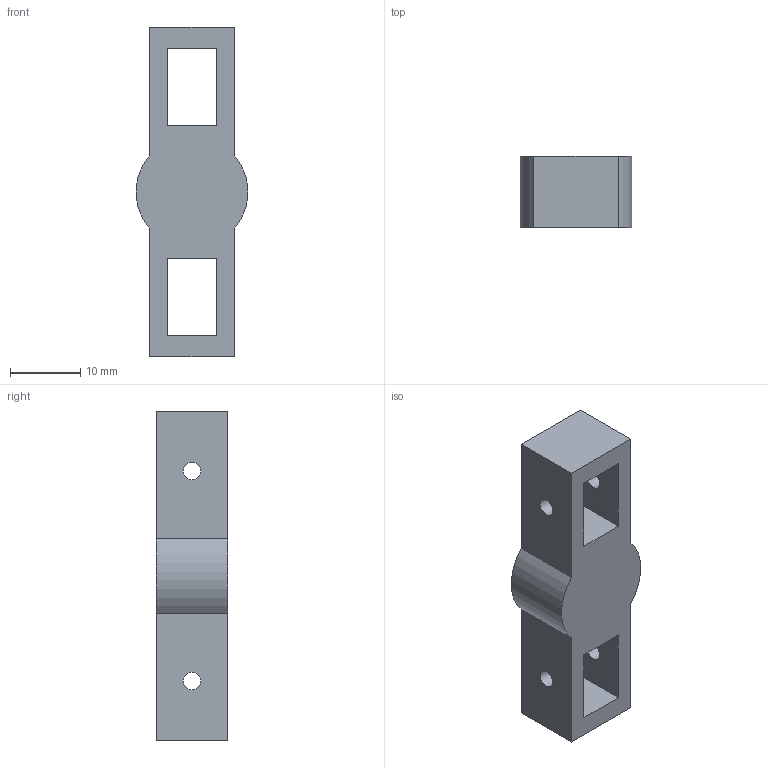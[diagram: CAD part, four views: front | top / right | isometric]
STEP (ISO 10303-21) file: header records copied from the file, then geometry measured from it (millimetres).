
FILE_DESCRIPTION(/* description */ (''),/* implementation_level */ '2;1');
FILE_NAME(/* name */ 'Tensile_test_top_adapter.stp',/* time_stamp */ '2023-11-02T15:33:04+09:00',/* author */ ('jsw'),/* organization */ (''),/* preprocessor_version */ 'ST-DEVELOPER v19.2',/* originating_system */ 'Autodesk Inventor 2024',/* authorisation */ '');
FILE_SCHEMA (('AUTOMOTIVE_DESIGN { 1 0 10303 214 3 1 1 }'));
Length unit declared in the file: millimetre
Products named in the file (1): Tensile_test_top_adapter
Bounding box: 15.95 x 10.16 x 47 mm (x, y, z)
Volume: 3973.1 mm3; surface area: 3079.3 mm2
Topology: 1 solids, 1 shells, 42 faces, 108 edges, 70 vertices
Faces by surface type: plane 30, cylinder 12
Full cylindrical faces by diameter (mm): 2.5 x4
Entity records: 1329 total; most frequent: CARTESIAN_POINT 221, ORIENTED_EDGE 216, DIRECTION 212, EDGE_CURVE 108, LINE 90, VECTOR 90, VERTEX_POINT 70, AXIS2_PLACEMENT_3D 61
